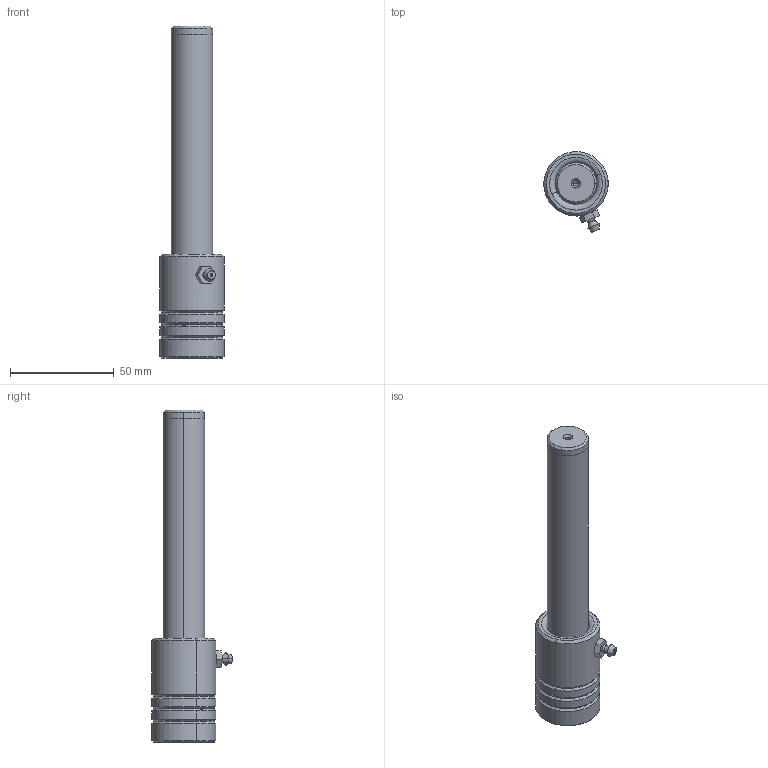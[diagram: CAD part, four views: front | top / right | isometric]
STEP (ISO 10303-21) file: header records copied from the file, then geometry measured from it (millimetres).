
FILE_DESCRIPTION (( 'STEP AP214' ), '1' );
FILE_NAME ('HPD-D20-L160.STEP', '2021-09-28T11:28:14', ( '' ), ( '' ), 'SwSTEP 2.0', 'SolidWorks 2016', '' );
FILE_SCHEMA (( 'AUTOMOTIVE_DESIGN' ));
Length unit declared in the file: millimetre
Products named in the file (10): LXB-D31-d20-L50郪蚾; HPD-D20-L160; 蛁蚐郲; LXB-D31-d20-L50; LSP-D20-L160
Assembly tree (6 placements, depth 3):
  HPD-D20-L160
    LSP-D20-L160
    LXB-D31-d20-L50郪蚾
      LXB-D31-d20-L50
      蛁蚐郲
  蛁蚐郲
  LSP-D20-L160
  HPD-D20-L160
    LXB-D31-d20-L50郪蚾
      LXB-D31-d20-L50
Bounding box: 30.98 x 38.88 x 160 mm (x, y, z)
Volume: 71920.7 mm3; surface area: 20048 mm2
Topology: 3 solids, 3 shells, 112 faces, 253 edges, 151 vertices
Faces by surface type: cone 30, cylinder 26, plane 22, torus 20, bspline 14
Entity records: 6983 total; most frequent: CARTESIAN_POINT 4277, DIRECTION 534, ORIENTED_EDGE 494, EDGE_CURVE 247, AXIS2_PLACEMENT_3D 224, VERTEX_POINT 147, EDGE_LOOP 124, FACE_OUTER_BOUND 112
